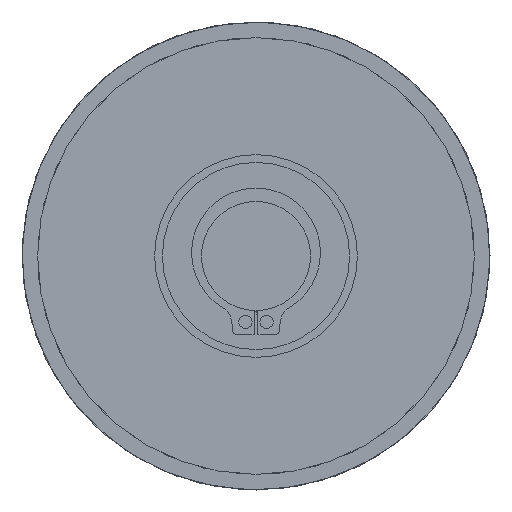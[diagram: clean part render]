
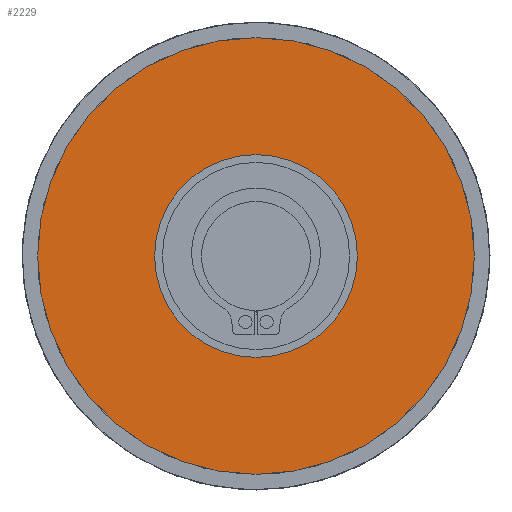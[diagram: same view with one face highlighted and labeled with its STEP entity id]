
A CAD part, front view. The second image highlights one B-rep face of the part: STEP entity #2229.
In plain terms, the highlighted face is planar.
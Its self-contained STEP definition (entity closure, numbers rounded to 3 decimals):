
#1928 = CARTESIAN_POINT ( 'NONE',  ( 28., 0., 0. ) ) ;
#1941 = CARTESIAN_POINT ( 'NONE',  ( -28., 0., 0. ) ) ;
#1999 = CARTESIAN_POINT ( 'NONE',  ( -13., 0., 0. ) ) ;
#2000 = CARTESIAN_POINT ( 'NONE',  ( 13., 0., 0. ) ) ;
#2005 = DIRECTION ( 'NONE',  ( -1., 0., 0. ) ) ;
#2006 = DIRECTION ( 'NONE',  ( 0., 0., -1. ) ) ;
#2007 = CARTESIAN_POINT ( 'NONE',  ( 0., 0., 0. ) ) ;
#2008 = AXIS2_PLACEMENT_3D ( 'NONE', #2007, #2006, #2005 ) ;
#2013 = CIRCLE ( 'NONE', #2008, 28. ) ;
#2143 = VERTEX_POINT ( 'NONE', #1941 ) ;
#2151 = VERTEX_POINT ( 'NONE', #1928 ) ;
#2178 = EDGE_CURVE ( 'NONE', #2143, #2151, #2013, .T. ) ;
#2182 = VERTEX_POINT ( 'NONE', #2000 ) ;
#2183 = VERTEX_POINT ( 'NONE', #1999 ) ;
#2229 = ADVANCED_FACE ( 'NONE', ( #2444, #2510 ), #2509, .F. ) ;
#2233 = ORIENTED_EDGE ( 'NONE', *, *, #2333, .T. ) ;
#2234 = ORIENTED_EDGE ( 'NONE', *, *, #2242, .F. ) ;
#2237 = ORIENTED_EDGE ( 'NONE', *, *, #2178, .F. ) ;
#2239 = EDGE_LOOP ( 'NONE', ( #2233, #2275 ) ) ;
#2241 = EDGE_LOOP ( 'NONE', ( #2237, #2234 ) ) ;
#2242 = EDGE_CURVE ( 'NONE', #2151, #2143, #2494, .T. ) ;
#2275 = ORIENTED_EDGE ( 'NONE', *, *, #2356, .T. ) ;
#2333 = EDGE_CURVE ( 'NONE', #2183, #2182, #2658, .T. ) ;
#2356 = EDGE_CURVE ( 'NONE', #2182, #2183, #2698, .T. ) ;
#2444 = FACE_OUTER_BOUND ( 'NONE', #2241, .T. ) ;
#2490 = DIRECTION ( 'NONE',  ( -1., 0., 0. ) ) ;
#2491 = DIRECTION ( 'NONE',  ( 0., 0., -1. ) ) ;
#2492 = CARTESIAN_POINT ( 'NONE',  ( 0., 0., 0. ) ) ;
#2493 = AXIS2_PLACEMENT_3D ( 'NONE', #2492, #2491, #2490 ) ;
#2494 = CIRCLE ( 'NONE', #2493, 28. ) ;
#2505 = DIRECTION ( 'NONE',  ( -1., 0., 0. ) ) ;
#2506 = DIRECTION ( 'NONE',  ( 0., 0., -1. ) ) ;
#2507 = CARTESIAN_POINT ( 'NONE',  ( 13., 0., 0. ) ) ;
#2508 = AXIS2_PLACEMENT_3D ( 'NONE', #2507, #2506, #2505 ) ;
#2509 = PLANE ( 'NONE',  #2508 ) ;
#2510 = FACE_BOUND ( 'NONE', #2239, .T. ) ;
#2655 = DIRECTION ( 'NONE',  ( -1., 0., 0. ) ) ;
#2656 = DIRECTION ( 'NONE',  ( 0., 0., -1. ) ) ;
#2657 = AXIS2_PLACEMENT_3D ( 'NONE', #2663, #2656, #2655 ) ;
#2658 = CIRCLE ( 'NONE', #2657, 13. ) ;
#2663 = CARTESIAN_POINT ( 'NONE',  ( 0., 0., 0. ) ) ;
#2690 = DIRECTION ( 'NONE',  ( -1., 0., 0. ) ) ;
#2691 = DIRECTION ( 'NONE',  ( 0., 0., -1. ) ) ;
#2692 = CARTESIAN_POINT ( 'NONE',  ( 0., 0., 0. ) ) ;
#2693 = AXIS2_PLACEMENT_3D ( 'NONE', #2692, #2691, #2690 ) ;
#2698 = CIRCLE ( 'NONE', #2693, 13. ) ;
